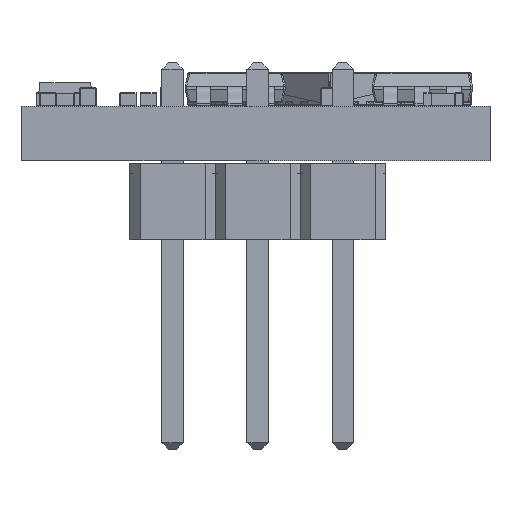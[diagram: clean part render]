
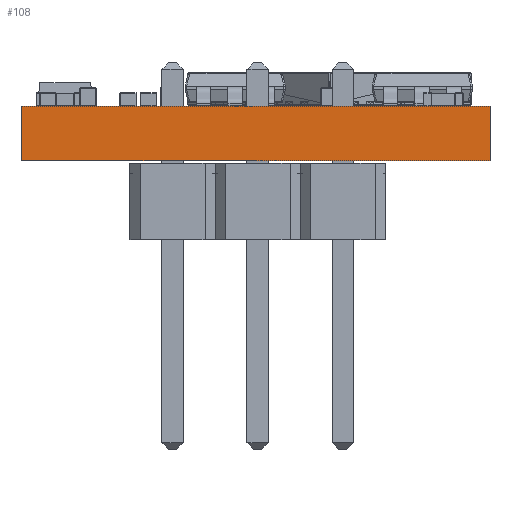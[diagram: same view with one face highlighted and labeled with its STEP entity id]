
A CAD part, front view. The second image highlights one B-rep face of the part: STEP entity #108.
In plain terms, the highlighted planar face has unit normal (0, -1, 0).
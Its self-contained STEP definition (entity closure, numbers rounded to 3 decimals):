
#108 = ADVANCED_FACE('',(#109),#143,.T.);
#109 = FACE_BOUND('',#110,.T.);
#110 = EDGE_LOOP('',(#111,#121,#129,#137));
#111 = ORIENTED_EDGE('',*,*,#112,.T.);
#112 = EDGE_CURVE('',#113,#115,#117,.T.);
#113 = VERTEX_POINT('',#114);
#114 = CARTESIAN_POINT('',(28.526,13.576,0.));
#115 = VERTEX_POINT('',#116);
#116 = CARTESIAN_POINT('',(28.526,13.576,-1.621));
#117 = LINE('',#118,#119);
#118 = CARTESIAN_POINT('',(28.526,13.576,0.));
#119 = VECTOR('',#120,1.);
#120 = DIRECTION('',(0.,0.,-1.));
#121 = ORIENTED_EDGE('',*,*,#122,.T.);
#122 = EDGE_CURVE('',#115,#123,#125,.T.);
#123 = VERTEX_POINT('',#124);
#124 = CARTESIAN_POINT('',(42.496,13.576,-1.621));
#125 = LINE('',#126,#127);
#126 = CARTESIAN_POINT('',(28.526,13.576,-1.621));
#127 = VECTOR('',#128,1.);
#128 = DIRECTION('',(1.,0.,0.));
#129 = ORIENTED_EDGE('',*,*,#130,.F.);
#130 = EDGE_CURVE('',#131,#123,#133,.T.);
#131 = VERTEX_POINT('',#132);
#132 = CARTESIAN_POINT('',(42.496,13.576,0.));
#133 = LINE('',#134,#135);
#134 = CARTESIAN_POINT('',(42.496,13.576,0.));
#135 = VECTOR('',#136,1.);
#136 = DIRECTION('',(0.,0.,-1.));
#137 = ORIENTED_EDGE('',*,*,#138,.F.);
#138 = EDGE_CURVE('',#113,#131,#139,.T.);
#139 = LINE('',#140,#141);
#140 = CARTESIAN_POINT('',(28.526,13.576,0.));
#141 = VECTOR('',#142,1.);
#142 = DIRECTION('',(1.,0.,0.));
#143 = PLANE('',#144);
#144 = AXIS2_PLACEMENT_3D('',#145,#146,#147);
#145 = CARTESIAN_POINT('',(28.526,13.576,0.));
#146 = DIRECTION('',(0.,-1.,0.));
#147 = DIRECTION('',(1.,0.,0.));
